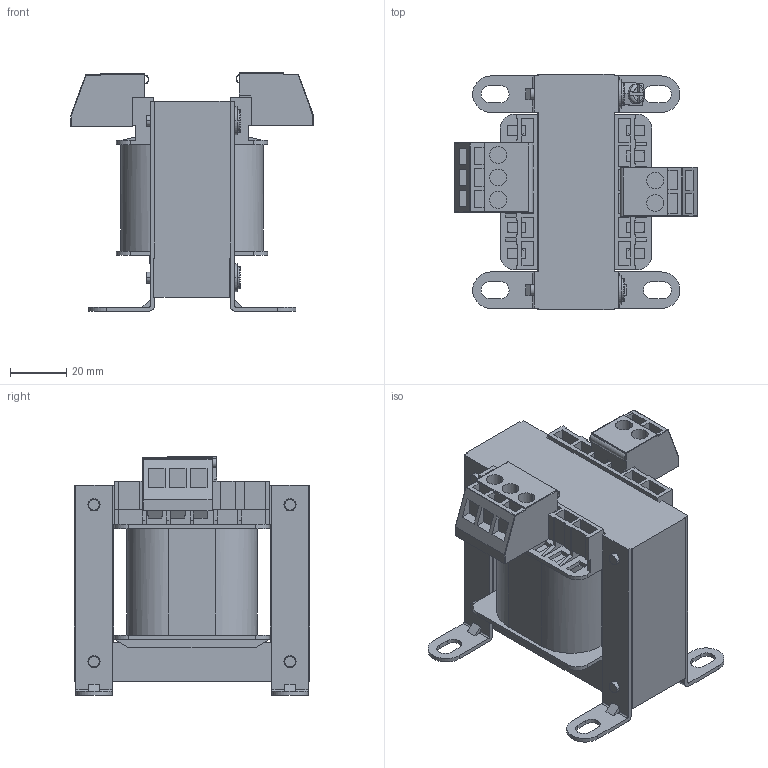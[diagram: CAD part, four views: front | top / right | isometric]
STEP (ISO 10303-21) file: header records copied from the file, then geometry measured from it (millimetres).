
FILE_DESCRIPTION((''),'2;1');
FILE_NAME('NDK-50_ASM_ASM','2018-04-25T',('jghua'),(''),'CREO PARAMETRIC BY PTC INC, 2014440','CREO PARAMETRIC BY PTC INC, 2014440','');
FILE_SCHEMA(('CONFIG_CONTROL_DESIGN'));
Length unit declared in the file: millimetre
Products named in the file (1): NDK-50_ASM_ASM
Bounding box: 86.6 x 84 x 85.2 mm (x, y, z)
Volume: 214711.9 mm3; surface area: 63094.7 mm2
Topology: 1 solids, 1 shells, 679 faces, 1869 edges, 1209 vertices
Faces by surface type: plane 500, cylinder 159, torus 14, sphere 6
Entity records: 21632 total; most frequent: CARTESIAN_POINT 3975, ORIENTED_EDGE 3730, DIRECTION 3542, EDGE_CURVE 1865, VECTOR 1478, LINE 1478, VERTEX_POINT 1209, AXIS2_PLACEMENT_3D 1032
